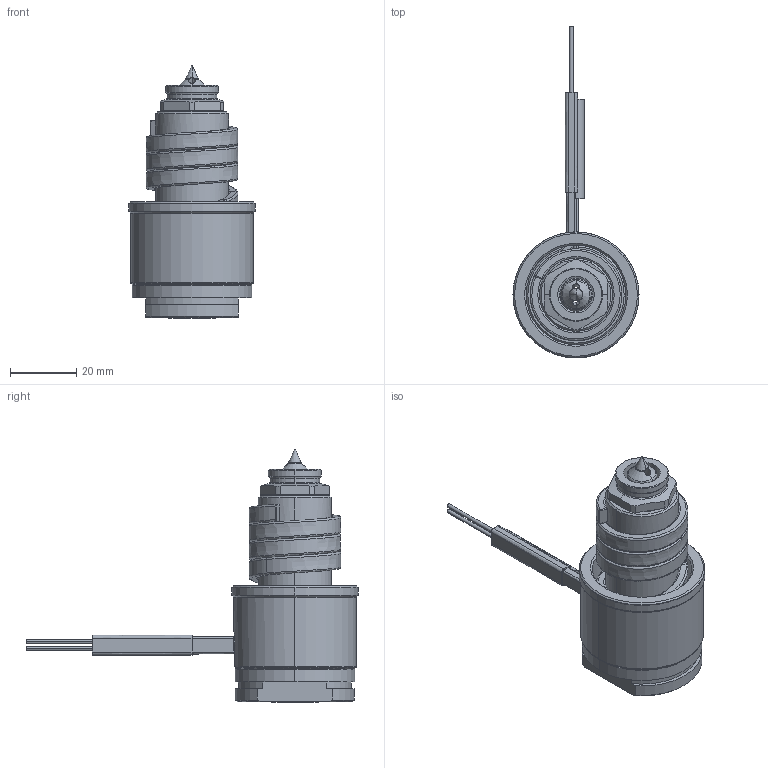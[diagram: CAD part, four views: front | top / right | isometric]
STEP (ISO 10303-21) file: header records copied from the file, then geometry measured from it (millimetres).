
FILE_DESCRIPTION((''),'2;1');
FILE_NAME('LS-76-BKS-N','2014-02-12T',('Íàòàëüÿ'),('IMID'),'PRO/ENGINEER BY PARAMETRIC TECHNOLOGY CORPORATION, 2010480','PRO/ENGINEER BY PARAMETRIC TECHNOLOGY CORPORATION, 2010480','');
FILE_SCHEMA(('CONFIG_CONTROL_DESIGN'));
Length unit declared in the file: millimetre
Products named in the file (1): LS-76-BKS-N
Bounding box: 38 x 100 x 76.2 mm (x, y, z)
Volume: 45646.4 mm3; surface area: 22781.3 mm2
Topology: 1 solids, 9 shells, 321 faces, 791 edges, 469 vertices
Faces by surface type: cylinder 105, cone 64, bspline 52, plane 51, torus 32, revolution 9, extrusion 8
Entity records: 15010 total; most frequent: CARTESIAN_POINT 7758, ORIENTED_EDGE 1538, DIRECTION 1432, EDGE_CURVE 781, AXIS2_PLACEMENT_3D 573, VERTEX_POINT 469, EDGE_LOOP 344, FACE_OUTER_BOUND 321
